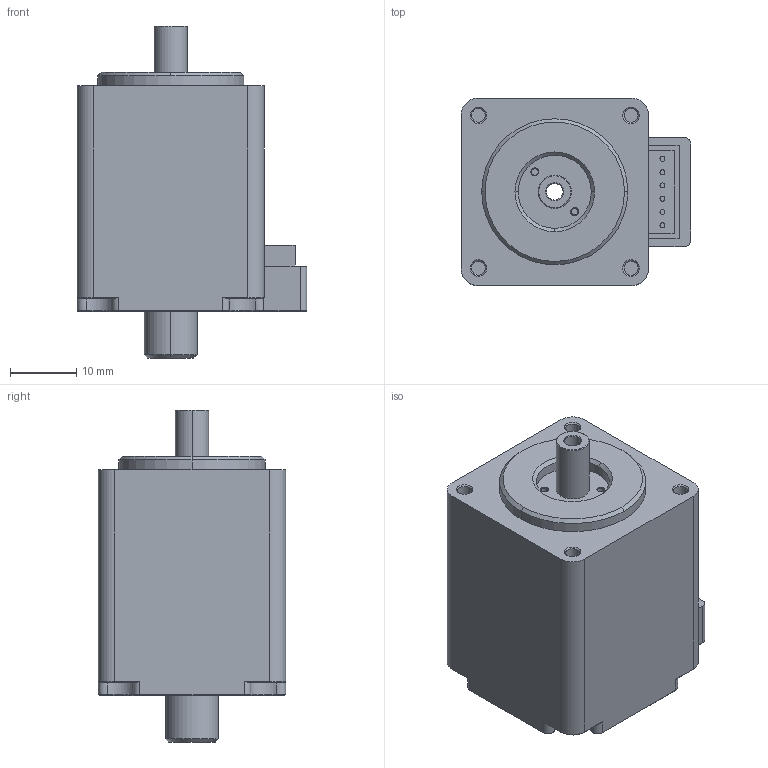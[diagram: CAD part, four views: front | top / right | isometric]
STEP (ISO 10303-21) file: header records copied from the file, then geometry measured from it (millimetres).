
FILE_DESCRIPTION(('FreeCAD Model'),'2;1');
FILE_NAME('Open CASCADE Shape Model','2022-06-17T14:48:27',('Author'),( ''),'Open CASCADE STEP processor 7.4','FreeCAD','Unknown');
FILE_SCHEMA(('AUTOMOTIVE_DESIGN { 1 0 10303 214 1 1 1 1 }'));
Length unit declared in the file: millimetre
Products named in the file (1): NEMA11-hollow-shaft-stepper
Bounding box: 34.6 x 28.2 x 50 mm (x, y, z)
Volume: 27906.3 mm3; surface area: 6898.9 mm2
Topology: 1 solids, 1 shells, 228 faces, 555 edges, 350 vertices
Faces by surface type: plane 93, cylinder 66, cone 57, torus 12
Entity records: 15455 total; most frequent: CARTESIAN_POINT 4230, DIRECTION 2146, LINE 1198, VECTOR 1198, ORIENTED_EDGE 1110, PCURVE 1110, DEFINITIONAL_REPRESENTATION 1110, EDGE_CURVE 555
